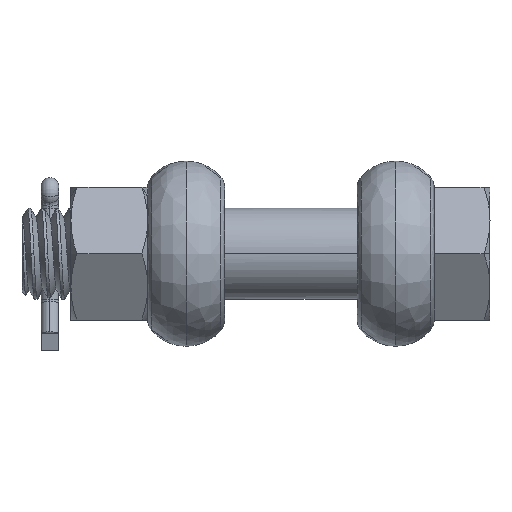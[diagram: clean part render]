
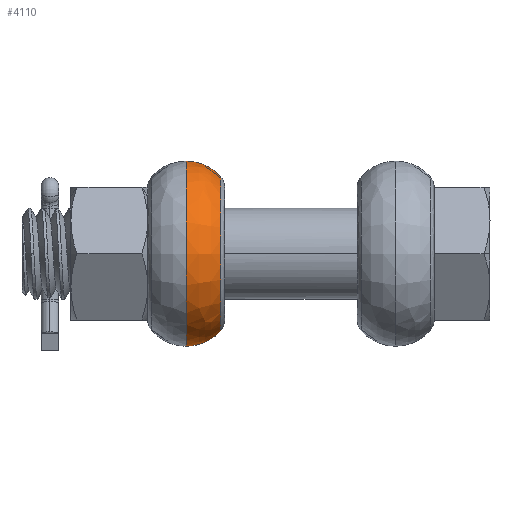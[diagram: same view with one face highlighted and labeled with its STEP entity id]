
A CAD part, front view. The second image highlights one B-rep face of the part: STEP entity #4110.
In plain terms, the highlighted free-form (B-spline) face has degree [3, 3] with [4, 4] control points.
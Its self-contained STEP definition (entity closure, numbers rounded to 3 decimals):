
#4065 = ORIENTED_EDGE ( 'NONE', *, *, #4066, .T. ) ;
#4066 = EDGE_CURVE ( 'NONE', #4733, #4351, #22187, .T. ) ;
#4068 = ORIENTED_EDGE ( 'NONE', *, *, #4350, .F. ) ;
#4070 = ORIENTED_EDGE ( 'NONE', *, *, #4072, .T. ) ;
#4072 = EDGE_CURVE ( 'NONE', #4389, #4718, #22184, .T. ) ;
#4110 = ADVANCED_FACE ( 'NONE', ( #22349 ), #22328, .F. ) ;
#4112 = EDGE_LOOP ( 'NONE', ( #4113, #4065, #4068, #4070 ) ) ;
#4113 = ORIENTED_EDGE ( 'NONE', *, *, #4805, .F. ) ;
#4350 = EDGE_CURVE ( 'NONE', #4389, #4351, #22648, .T. ) ;
#4351 = VERTEX_POINT ( 'NONE', #22643 ) ;
#4389 = VERTEX_POINT ( 'NONE', #23170 ) ;
#4718 = VERTEX_POINT ( 'NONE', #23384 ) ;
#4733 = VERTEX_POINT ( 'NONE', #23325 ) ;
#4805 = EDGE_CURVE ( 'NONE', #4733, #4718, #23367, .T. ) ;
#22151 = CARTESIAN_POINT ( 'NONE',  ( -15., 0., -6.65 ) ) ;
#22152 = DIRECTION ( 'NONE',  ( 0., -1., 0. ) ) ;
#22181 = DIRECTION ( 'NONE',  ( 0., 0., -1. ) ) ;
#22182 = DIRECTION ( 'NONE',  ( 0., -1., 0. ) ) ;
#22183 = AXIS2_PLACEMENT_3D ( 'NONE', #22188, #22182, #22181 ) ;
#22184 = CIRCLE ( 'NONE', #22183, 6.6 ) ;
#22185 = DIRECTION ( 'NONE',  ( 0., 0., -1. ) ) ;
#22186 = AXIS2_PLACEMENT_3D ( 'NONE', #22151, #22152, #22185 ) ;
#22187 = CIRCLE ( 'NONE', #22186, 6.6 ) ;
#22188 = CARTESIAN_POINT ( 'NONE',  ( -15., 0., 6.65 ) ) ;
#22328 =( BOUNDED_SURFACE ( )  B_SPLINE_SURFACE ( 3, 3, ( 
 ( #22435, #22434, #22433, #22432 ),
 ( #22431, #22430, #22429, #22428 ),
 ( #22427, #22426, #22425, #22424 ),
 ( #22423, #22422, #22421, #22420 ) ),
 .UNSPECIFIED., .F., .F., .T. ) 
 B_SPLINE_SURFACE_WITH_KNOTS ( ( 4, 4 ),
 ( 4, 4 ),
 ( 0., 1. ),
 ( 0., 1. ),
 .UNSPECIFIED. ) 
 GEOMETRIC_REPRESENTATION_ITEM ( )  RATIONAL_B_SPLINE_SURFACE ( (
 ( 1., 0.333, 0.333, 1.),
 ( 0.941, 0.314, 0.314, 0.941),
 ( 0.941, 0.314, 0.314, 0.941),
 ( 1., 0.333, 0.333, 1.) ) ) 
 REPRESENTATION_ITEM ( '' )  SURFACE ( )  );
#22349 = FACE_OUTER_BOUND ( 'NONE', #4112, .T. ) ;
#22420 = CARTESIAN_POINT ( 'NONE',  ( -15., 0., 13.25 ) ) ;
#22421 = CARTESIAN_POINT ( 'NONE',  ( -15., -26.5, 13.25 ) ) ;
#22422 = CARTESIAN_POINT ( 'NONE',  ( -15., -26.5, -13.25 ) ) ;
#22423 = CARTESIAN_POINT ( 'NONE',  ( -15., 0., -13.25 ) ) ;
#22424 = CARTESIAN_POINT ( 'NONE',  ( -13.076, 0., 13.25 ) ) ;
#22425 = CARTESIAN_POINT ( 'NONE',  ( -13.076, -26.5, 13.25 ) ) ;
#22426 = CARTESIAN_POINT ( 'NONE',  ( -13.076, -26.5, -13.25 ) ) ;
#22427 = CARTESIAN_POINT ( 'NONE',  ( -13.076, 0., -13.25 ) ) ;
#22428 = CARTESIAN_POINT ( 'NONE',  ( -11.323, 0., 12.458 ) ) ;
#22429 = CARTESIAN_POINT ( 'NONE',  ( -11.323, -24.917, 12.458 ) ) ;
#22430 = CARTESIAN_POINT ( 'NONE',  ( -11.323, -24.917, -12.458 ) ) ;
#22431 = CARTESIAN_POINT ( 'NONE',  ( -11.323, 0., -12.458 ) ) ;
#22432 = CARTESIAN_POINT ( 'NONE',  ( -10.05, 0., 11.015 ) ) ;
#22433 = CARTESIAN_POINT ( 'NONE',  ( -10.05, -22.031, 11.015 ) ) ;
#22434 = CARTESIAN_POINT ( 'NONE',  ( -10.05, -22.031, -11.015 ) ) ;
#22435 = CARTESIAN_POINT ( 'NONE',  ( -10.05, 0., -11.015 ) ) ;
#22643 = CARTESIAN_POINT ( 'NONE',  ( -10.05, 0., -11.015 ) ) ;
#22644 = DIRECTION ( 'NONE',  ( 0., 0., -1. ) ) ;
#22645 = DIRECTION ( 'NONE',  ( 1., 0., 0. ) ) ;
#22646 = CARTESIAN_POINT ( 'NONE',  ( -10.05, 0., 0. ) ) ;
#22647 = AXIS2_PLACEMENT_3D ( 'NONE', #22646, #22645, #22644 ) ;
#22648 = CIRCLE ( 'NONE', #22647, 11.015 ) ;
#23170 = CARTESIAN_POINT ( 'NONE',  ( -10.05, 0., 11.015 ) ) ;
#23325 = CARTESIAN_POINT ( 'NONE',  ( -15., 0., -13.25 ) ) ;
#23363 = DIRECTION ( 'NONE',  ( 0., 0., -1. ) ) ;
#23364 = DIRECTION ( 'NONE',  ( -1., 0., 0. ) ) ;
#23365 = CARTESIAN_POINT ( 'NONE',  ( -15., 0., 0. ) ) ;
#23366 = AXIS2_PLACEMENT_3D ( 'NONE', #23365, #23364, #23363 ) ;
#23367 = CIRCLE ( 'NONE', #23366, 13.25 ) ;
#23384 = CARTESIAN_POINT ( 'NONE',  ( -15., 0., 13.25 ) ) ;
